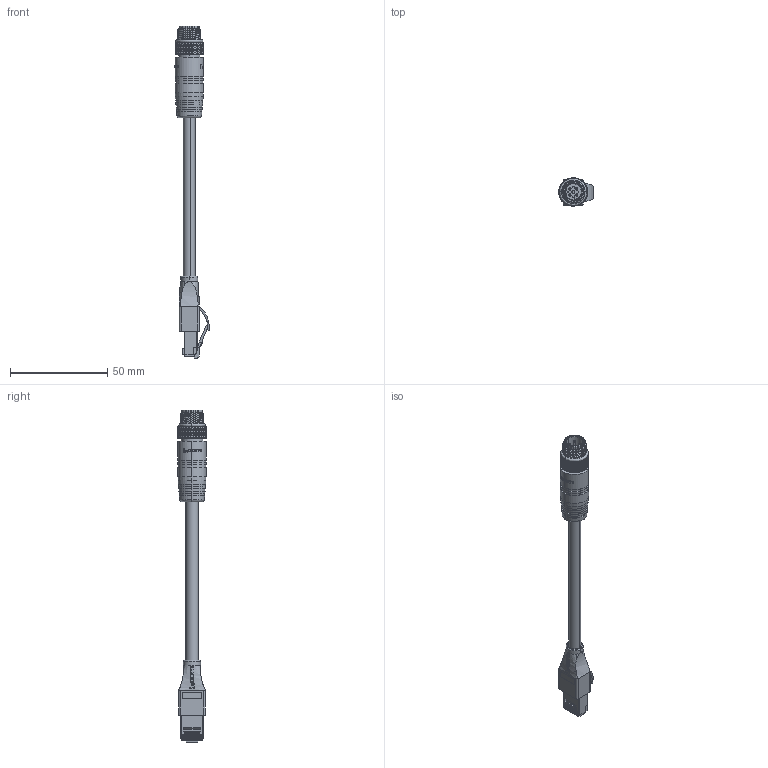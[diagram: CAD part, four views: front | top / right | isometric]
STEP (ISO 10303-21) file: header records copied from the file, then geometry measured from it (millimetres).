
FILE_DESCRIPTION (( 'STEP AP214' ), '1' );
FILE_NAME ('TRG504-T4T.STEP', '2016-05-16T17:09:31', ( 'L-Com' ), ( 'L-Com Global Connectivity' ), 'SwSTEP 2.0', 'SolidWorks 2014', '' );
FILE_SCHEMA (( 'AUTOMOTIVE_DESIGN' ));
Length unit declared in the file: millimetre
Products named in the file (11): 1AL03-130_LENGTH=130MM; 1AY01-242_entry size not shown; 1AD03-056___; 1AD03-056-MA3_CANCLED CLAW ; 1AD03-056-MA2___; 1AD03-056-MA1___; 1AZ03-018; 1AJ09-134; 1AA13-156; MTN-950_CODE D; TRG504-T4T
Assembly tree (17 placements, depth 3):
  TRG504-T4T
    MTN-950_CODE D
    1AA13-156
    1AJ09-134
    1AZ03-018
    1AD03-056___
      1AD03-056-MA1___  x8
      1AD03-056-MA2___
      1AD03-056-MA3_CANCLED CLAW 
    1AY01-242_entry size not shown
    1AL03-130_LENGTH=130MM
Bounding box: 17.72 x 14.5 x 170.31 mm (x, y, z)
Volume: 13794.5 mm3; surface area: 13257.6 mm2
Topology: 16 solids, 16 shells, 3494 faces, 7819 edges, 4393 vertices
Faces by surface type: bspline 2055, cylinder 737, plane 673, cone 19, torus 8, sphere 2
Entity records: 137897 total; most frequent: CARTESIAN_POINT 88418, ORIENTED_EDGE 14594, EDGE_CURVE 7297, DIRECTION 5014, VERTEX_POINT 4057, EDGE_LOOP 3392, FACE_OUTER_BOUND 3312, ADVANCED_FACE 3312
